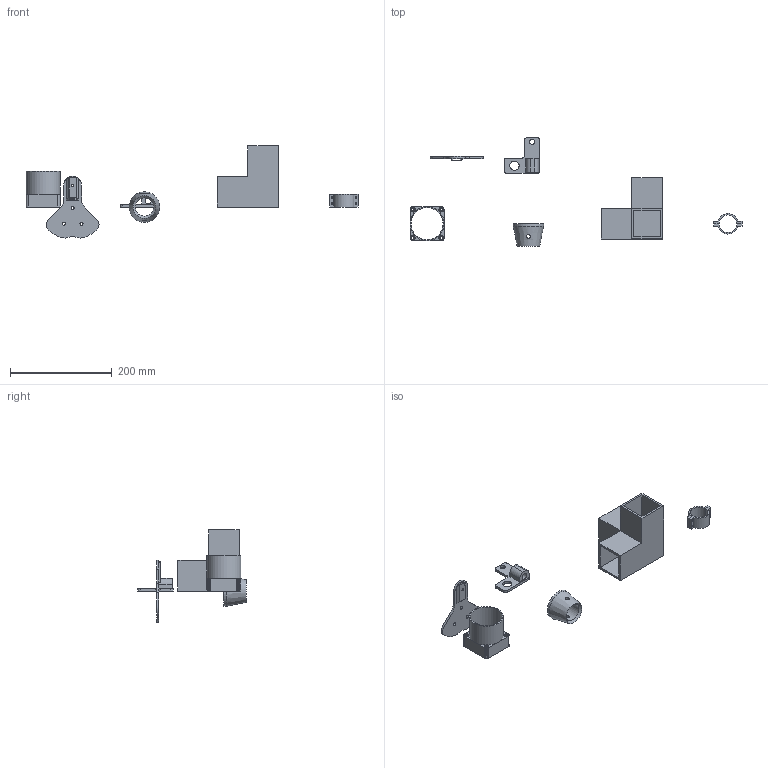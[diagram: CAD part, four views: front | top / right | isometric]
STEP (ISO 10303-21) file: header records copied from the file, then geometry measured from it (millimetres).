
FILE_DESCRIPTION(/* description */ ('STEP AP242','CAx-IF Rec.Pracs.---Representation and Presentation of Product Manufacturing Information (PMI)---4.0---2014-10-13','CAx-IF Rec.Pracs.---3D Tessellated Geometry---0.4---2014-09-14','2;1'),/* implementation_level */ '2;1');
FILE_NAME(/* name */ '66ab97a734f32d3f988e40cb',/* time_stamp */ '2024-08-01T14:11:52Z',/* author */ (''),/* organization */ (''),/* preprocessor_version */ 'ST-DEVELOPER v20',/* originating_system */ ' ',/* authorisation */ ' ');
FILE_SCHEMA (('AP242_MANAGED_MODEL_BASED_3D_ENGINEERING_MIM_LF { 1 0 10303 442 1 1 4 }'));
Length unit declared in the file: metre
Products named in the file (7): Part 7; Part 1; Part 2; Part 3; Part 4; Part 5; Part 6
Bounding box: 651.82 x 213.17 x 180.87 mm (x, y, z)
Volume: 542246.3 mm3; surface area: 188851.1 mm2
Topology: 7 solids, 7 shells, 156 faces, 413 edges, 272 vertices
Faces by surface type: plane 88, cylinder 50, bspline 12, cone 6
Full cylindrical faces by diameter (mm): 3.5 x8, 4 x2, 6 x3, 8 x2, 10 x1, 12 x1, 36 x1, 60 x1, 63 x1, 67 x1
Entity records: 13010 total; most frequent: CARTESIAN_POINT 9134, DIRECTION 737, ORIENTED_EDGE 734, EDGE_CURVE 367, AXIS2_PLACEMENT_3D 263, VERTEX_POINT 255, EDGE_LOOP 236, FACE_BOUND 236
